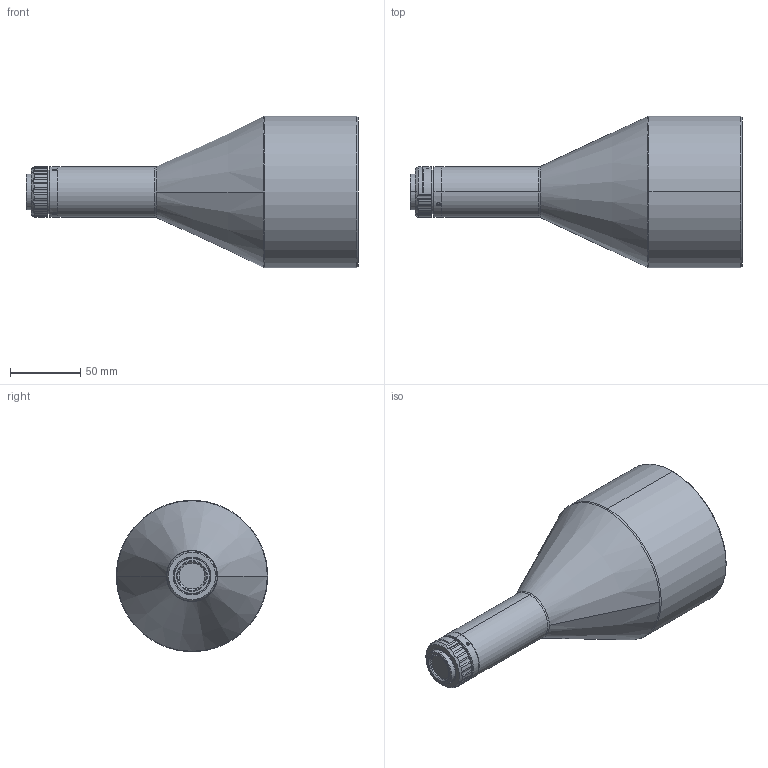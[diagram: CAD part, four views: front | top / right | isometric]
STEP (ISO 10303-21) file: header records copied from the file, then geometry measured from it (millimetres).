
FILE_DESCRIPTION (( 'STEP AP203' ), '1' );
FILE_NAME ('ＷＷＫ0246-220-111.STEP', '2019-09-10T03:53:34', ( '' ), ( '' ), 'SwSTEP 2.0', 'SolidWorks 2017', '' );
FILE_SCHEMA (( 'CONFIG_CONTROL_DESIGN' ));
Length unit declared in the file: millimetre
Products named in the file (1): ｣ﾗ｣ﾗ｣ﾋ0246-220-111
Bounding box: 236.74 x 108 x 108 mm (x, y, z)
Volume: 1040195.7 mm3; surface area: 63614.7 mm2
Topology: 1 solids, 1 shells, 123 faces, 312 edges, 197 vertices
Faces by surface type: cylinder 61, cone 38, plane 20, bspline 3, torus 1
Entity records: 4271 total; most frequent: CARTESIAN_POINT 1317, ORIENTED_EDGE 616, DIRECTION 587, EDGE_CURVE 308, AXIS2_PLACEMENT_3D 241, VERTEX_POINT 197, EDGE_LOOP 135, FACE_OUTER_BOUND 123
